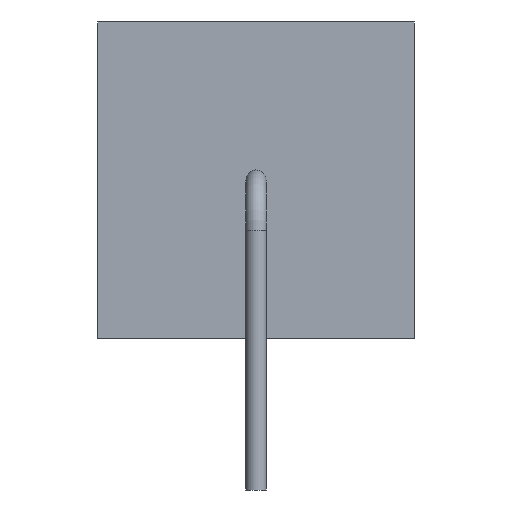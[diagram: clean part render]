
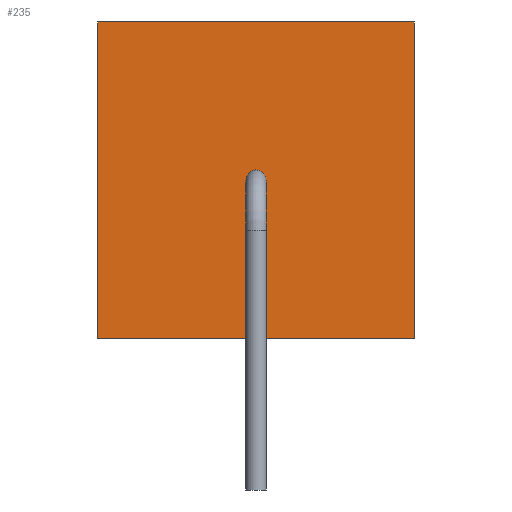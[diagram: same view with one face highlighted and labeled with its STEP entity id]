
A CAD part, left-side view. The second image highlights one B-rep face of the part: STEP entity #235.
In plain terms, the highlighted planar face has unit normal (-1, 0, 0).
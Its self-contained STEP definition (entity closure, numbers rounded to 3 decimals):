
#15=FACE_BOUND('',#52,.T.);
#20=PLANE('',#283);
#36=FACE_OUTER_BOUND('',#51,.T.);
#51=EDGE_LOOP('',(#195,#196,#197,#198));
#52=EDGE_LOOP('',(#199));
#66=LINE('',#414,#82);
#67=LINE('',#417,#83);
#68=LINE('',#419,#84);
#69=LINE('',#420,#85);
#82=VECTOR('',#347,10.);
#83=VECTOR('',#350,10.);
#84=VECTOR('',#351,10.);
#85=VECTOR('',#352,10.);
#88=CIRCLE('',#260,0.4);
#102=VERTEX_POINT('',#363);
#118=VERTEX_POINT('',#410);
#119=VERTEX_POINT('',#412);
#120=VERTEX_POINT('',#416);
#121=VERTEX_POINT('',#418);
#122=EDGE_CURVE('',#102,#102,#88,.T.);
#146=EDGE_CURVE('',#118,#119,#66,.T.);
#147=EDGE_CURVE('',#118,#120,#67,.T.);
#148=EDGE_CURVE('',#121,#119,#68,.T.);
#149=EDGE_CURVE('',#120,#121,#69,.T.);
#195=ORIENTED_EDGE('',*,*,#147,.F.);
#196=ORIENTED_EDGE('',*,*,#146,.T.);
#197=ORIENTED_EDGE('',*,*,#148,.F.);
#198=ORIENTED_EDGE('',*,*,#149,.F.);
#199=ORIENTED_EDGE('',*,*,#122,.T.);
#235=ADVANCED_FACE('',(#36,#15),#20,.T.);
#260=AXIS2_PLACEMENT_3D('',#364,#291,#292);
#283=AXIS2_PLACEMENT_3D('',#415,#348,#349);
#291=DIRECTION('center_axis',(1.,0.,0.));
#292=DIRECTION('ref_axis',(0.,-1.,0.));
#347=DIRECTION('',(0.,0.,1.));
#348=DIRECTION('center_axis',(-1.,0.,0.));
#349=DIRECTION('ref_axis',(0.,-1.,0.));
#350=DIRECTION('',(0.,1.,0.));
#351=DIRECTION('',(0.,-1.,0.));
#352=DIRECTION('',(0.,0.,1.));
#363=CARTESIAN_POINT('',(-24.,0.4,6.25));
#364=CARTESIAN_POINT('Origin',(-24.,0.,6.25));
#410=CARTESIAN_POINT('',(-24.,-6.25,0.));
#412=CARTESIAN_POINT('',(-24.,-6.25,12.5));
#414=CARTESIAN_POINT('',(-24.,-6.25,0.));
#415=CARTESIAN_POINT('Origin',(-24.,6.25,0.));
#416=CARTESIAN_POINT('',(-24.,6.25,0.));
#417=CARTESIAN_POINT('',(-24.,-6.25,0.));
#418=CARTESIAN_POINT('',(-24.,6.25,12.5));
#419=CARTESIAN_POINT('',(-24.,-6.25,12.5));
#420=CARTESIAN_POINT('',(-24.,6.25,0.));
